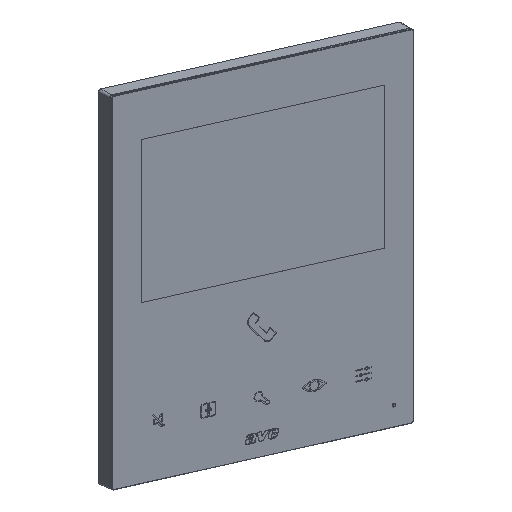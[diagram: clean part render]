
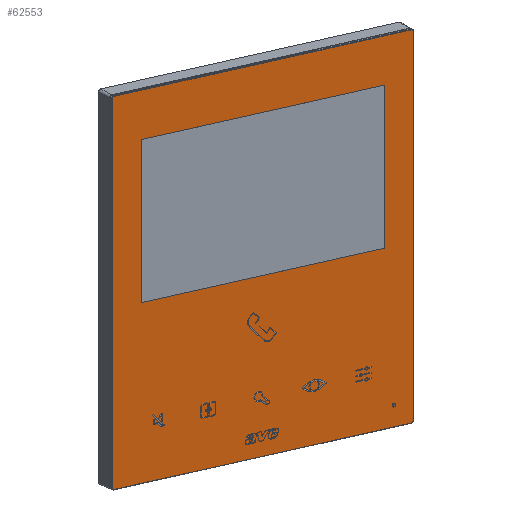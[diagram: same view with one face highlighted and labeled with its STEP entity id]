
A CAD part, top view. The second image highlights one B-rep face of the part: STEP entity #62553.
In plain terms, the highlighted face is planar.
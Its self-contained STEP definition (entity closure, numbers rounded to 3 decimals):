
#62156=CARTESIAN_POINT('Vertex',(66.542,88.742,8.6)) ;
#62159=CARTESIAN_POINT('Line Origine',(66.542,12.392,8.6)) ;
#62163=CARTESIAN_POINT('Vertex',(66.542,-63.958,8.6)) ;
#62207=CARTESIAN_POINT('Axis2P3D Location',(65.742,-63.958,8.6)) ;
#62211=CARTESIAN_POINT('Vertex',(65.742,-64.758,8.6)) ;
#62420=CARTESIAN_POINT('Vertex',(58.742,-56.208,8.6)) ;
#62427=CARTESIAN_POINT('Vertex',(57.242,-56.208,8.6)) ;
#62430=CARTESIAN_POINT('Axis2P3D Location',(57.992,-56.208,8.6)) ;
#62447=CARTESIAN_POINT('Axis2P3D Location',(57.992,-56.208,8.6)) ;
#62468=CARTESIAN_POINT('Vertex',(65.742,89.542,8.6)) ;
#62471=CARTESIAN_POINT('Axis2P3D Location',(65.742,88.742,8.6)) ;
#62483=CARTESIAN_POINT('Axis2P3D Location',(-0.009,-0.033,8.6)) ;
#62488=CARTESIAN_POINT('Line Origine',(-0.008,89.542,8.6)) ;
#62492=CARTESIAN_POINT('Vertex',(-65.759,89.542,8.6)) ;
#62496=CARTESIAN_POINT('Control Point',(-66.559,88.742,8.6)) ;
#62497=CARTESIAN_POINT('Control Point',(-66.559,88.829,8.6)) ;
#62498=CARTESIAN_POINT('Control Point',(-66.547,88.917,8.6)) ;
#62499=CARTESIAN_POINT('Control Point',(-66.523,89.002,8.6)) ;
#62500=CARTESIAN_POINT('Control Point',(-66.452,89.164,8.6)) ;
#62501=CARTESIAN_POINT('Control Point',(-66.34,89.302,8.6)) ;
#62502=CARTESIAN_POINT('Control Point',(-66.275,89.362,8.6)) ;
#62503=CARTESIAN_POINT('Control Point',(-66.14,89.457,8.6)) ;
#62504=CARTESIAN_POINT('Control Point',(-65.985,89.514,8.6)) ;
#62505=CARTESIAN_POINT('Control Point',(-65.911,89.533,8.6)) ;
#62506=CARTESIAN_POINT('Control Point',(-65.835,89.542,8.6)) ;
#62507=CARTESIAN_POINT('Control Point',(-65.759,89.542,8.6)) ;
#62508=CARTESIAN_POINT('Vertex',(-66.559,88.742,8.6)) ;
#62511=CARTESIAN_POINT('Line Origine',(-66.559,12.392,8.6)) ;
#62515=CARTESIAN_POINT('Vertex',(-66.559,-63.958,8.6)) ;
#62519=CARTESIAN_POINT('Control Point',(-65.759,-64.758,8.6)) ;
#62520=CARTESIAN_POINT('Control Point',(-65.846,-64.758,8.6)) ;
#62521=CARTESIAN_POINT('Control Point',(-65.934,-64.746,8.6)) ;
#62522=CARTESIAN_POINT('Control Point',(-66.019,-64.722,8.6)) ;
#62523=CARTESIAN_POINT('Control Point',(-66.181,-64.651,8.6)) ;
#62524=CARTESIAN_POINT('Control Point',(-66.319,-64.539,8.6)) ;
#62525=CARTESIAN_POINT('Control Point',(-66.379,-64.474,8.6)) ;
#62526=CARTESIAN_POINT('Control Point',(-66.474,-64.339,8.6)) ;
#62527=CARTESIAN_POINT('Control Point',(-66.531,-64.185,8.6)) ;
#62528=CARTESIAN_POINT('Control Point',(-66.55,-64.11,8.6)) ;
#62529=CARTESIAN_POINT('Control Point',(-66.559,-64.034,8.6)) ;
#62530=CARTESIAN_POINT('Control Point',(-66.559,-63.958,8.6)) ;
#62531=CARTESIAN_POINT('Vertex',(-65.759,-64.758,8.6)) ;
#62534=CARTESIAN_POINT('Line Origine',(-0.009,-64.758,8.6)) ;
#62160=DIRECTION('Vector Direction',(0.,-1.,0.)) ;
#62208=DIRECTION('Axis2P3D Direction',(0.,0.,-1.)) ;
#62431=DIRECTION('Axis2P3D Direction',(0.,0.,-1.)) ;
#62448=DIRECTION('Axis2P3D Direction',(0.,0.,-1.)) ;
#62472=DIRECTION('Axis2P3D Direction',(0.,0.,-1.)) ;
#62484=DIRECTION('Axis2P3D Direction',(0.,0.,1.)) ;
#62485=DIRECTION('Axis2P3D XDirection',(1.,0.,0.)) ;
#62489=DIRECTION('Vector Direction',(1.,0.,0.)) ;
#62512=DIRECTION('Vector Direction',(0.,1.,0.)) ;
#62535=DIRECTION('Vector Direction',(-1.,0.,0.)) ;
#62209=AXIS2_PLACEMENT_3D('Circle Axis2P3D',#62207,#62208,$) ;
#62432=AXIS2_PLACEMENT_3D('Circle Axis2P3D',#62430,#62431,$) ;
#62449=AXIS2_PLACEMENT_3D('Circle Axis2P3D',#62447,#62448,$) ;
#62473=AXIS2_PLACEMENT_3D('Circle Axis2P3D',#62471,#62472,$) ;
#62486=AXIS2_PLACEMENT_3D('Plane Axis2P3D',#62483,#62484,#62485) ;
#62540=ORIENTED_EDGE('',*,*,#62213,.F.) ;
#62541=ORIENTED_EDGE('',*,*,#62165,.F.) ;
#62542=ORIENTED_EDGE('',*,*,#62475,.F.) ;
#62543=ORIENTED_EDGE('',*,*,#62494,.F.) ;
#62544=ORIENTED_EDGE('',*,*,#62510,.F.) ;
#62545=ORIENTED_EDGE('',*,*,#62517,.F.) ;
#62546=ORIENTED_EDGE('',*,*,#62533,.F.) ;
#62547=ORIENTED_EDGE('',*,*,#62538,.F.) ;
#62550=ORIENTED_EDGE('',*,*,#62434,.T.) ;
#62551=ORIENTED_EDGE('',*,*,#62451,.T.) ;
#62552=FACE_BOUND('',#62549,.T.) ;
#62161=VECTOR('Line Direction',#62160,1.) ;
#62490=VECTOR('Line Direction',#62489,1.) ;
#62513=VECTOR('Line Direction',#62512,1.) ;
#62536=VECTOR('Line Direction',#62535,1.) ;
#62553=ADVANCED_FACE('5',(#62548,#62552),#62487,.T.) ;
#62495=B_SPLINE_CURVE_WITH_KNOTS('',5,(#62496,#62497,#62498,#62499,#62500,#62501,#62502,#62503,#62504,#62505,#62506,#62507),.UNSPECIFIED.,.F.,.U.,(6,3,3,6),(0.,0.62,1.239,1.777),.UNSPECIFIED.) ;
#62518=B_SPLINE_CURVE_WITH_KNOTS('',5,(#62519,#62520,#62521,#62522,#62523,#62524,#62525,#62526,#62527,#62528,#62529,#62530),.UNSPECIFIED.,.F.,.U.,(6,3,3,6),(0.,0.62,1.239,1.777),.UNSPECIFIED.) ;
#62210=CIRCLE('generated circle',#62209,0.8) ;
#62433=CIRCLE('generated circle',#62432,0.75) ;
#62450=CIRCLE('generated circle',#62449,0.75) ;
#62474=CIRCLE('generated circle',#62473,0.8) ;
#62165=EDGE_CURVE('',#62157,#62164,#62162,.T.) ;
#62213=EDGE_CURVE('',#62164,#62212,#62210,.T.) ;
#62434=EDGE_CURVE('',#62421,#62428,#62433,.T.) ;
#62451=EDGE_CURVE('',#62428,#62421,#62450,.T.) ;
#62475=EDGE_CURVE('',#62469,#62157,#62474,.T.) ;
#62494=EDGE_CURVE('',#62493,#62469,#62491,.T.) ;
#62510=EDGE_CURVE('',#62509,#62493,#62495,.T.) ;
#62517=EDGE_CURVE('',#62516,#62509,#62514,.T.) ;
#62533=EDGE_CURVE('',#62532,#62516,#62518,.T.) ;
#62538=EDGE_CURVE('',#62212,#62532,#62537,.T.) ;
#62539=EDGE_LOOP('',(#62540,#62541,#62542,#62543,#62544,#62545,#62546,#62547)) ;
#62549=EDGE_LOOP('',(#62550,#62551)) ;
#62548=FACE_OUTER_BOUND('',#62539,.T.) ;
#62162=LINE('Line',#62159,#62161) ;
#62491=LINE('Line',#62488,#62490) ;
#62514=LINE('Line',#62511,#62513) ;
#62537=LINE('Line',#62534,#62536) ;
#62487=PLANE('',#62486) ;
#62157=VERTEX_POINT('',#62156) ;
#62164=VERTEX_POINT('',#62163) ;
#62212=VERTEX_POINT('',#62211) ;
#62421=VERTEX_POINT('',#62420) ;
#62428=VERTEX_POINT('',#62427) ;
#62469=VERTEX_POINT('',#62468) ;
#62493=VERTEX_POINT('',#62492) ;
#62509=VERTEX_POINT('',#62508) ;
#62516=VERTEX_POINT('',#62515) ;
#62532=VERTEX_POINT('',#62531) ;
